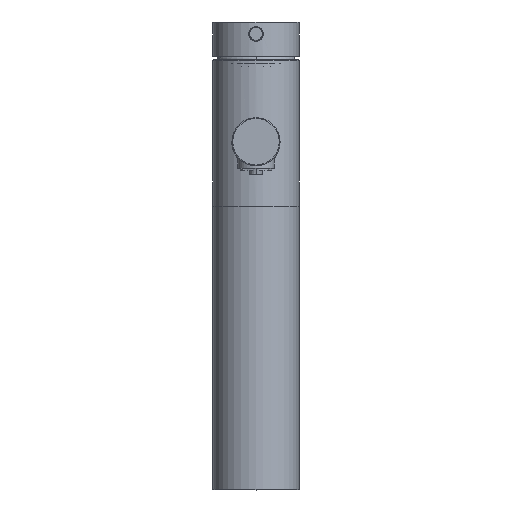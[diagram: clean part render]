
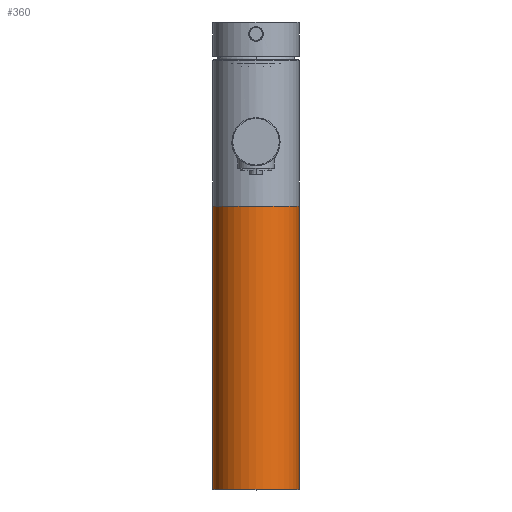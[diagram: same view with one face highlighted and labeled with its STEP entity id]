
A CAD part, top view. The second image highlights one B-rep face of the part: STEP entity #360.
In plain terms, the highlighted cylindrical face has radius 25 mm (diameter 50 mm), a partial arc.
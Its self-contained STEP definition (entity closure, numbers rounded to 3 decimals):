
#360=ADVANCED_FACE('',(#1002),#1003,.T.);
#1002=FACE_OUTER_BOUND('',#2248,.T.);
#1003=CYLINDRICAL_SURFACE('',#2249,25.0);
#2248=EDGE_LOOP('',(#4473,#4474,#4475,#4476));
#2249=AXIS2_PLACEMENT_3D('',#4477,#4478,#4479);
#4473=ORIENTED_EDGE('',*,*,#8777,.T.);
#4474=ORIENTED_EDGE('',*,*,#8773,.F.);
#4475=ORIENTED_EDGE('',*,*,#8776,.F.);
#4476=ORIENTED_EDGE('',*,*,#8788,.F.);
#4477=CARTESIAN_POINT('',(0.0,0.0,0.0));
#4478=DIRECTION('',(0.0,-1.0,0.0));
#4479=DIRECTION('',(1.0,0.0,0.0));
#8773=EDGE_CURVE('',#10213,#10214,#10215,.T.);
#8776=EDGE_CURVE('',#10218,#10213,#10219,.T.);
#8777=EDGE_CURVE('',#10220,#10214,#10221,.T.);
#8788=EDGE_CURVE('',#10220,#10218,#10236,.T.);
#10213=VERTEX_POINT('',#12479);
#10214=VERTEX_POINT('',#12480);
#10215=CIRCLE('',#12481,25.0);
#10218=VERTEX_POINT('',#12484);
#10219=LINE('',#12485,#12486);
#10220=VERTEX_POINT('',#12487);
#10221=LINE('',#12488,#12489);
#10236=CIRCLE('',#12562,25.0);
#12479=CARTESIAN_POINT('',(-25.0,165.0,0.0));
#12480=CARTESIAN_POINT('',(25.0,165.0,0.0));
#12481=AXIS2_PLACEMENT_3D('',#16677,#16678,#16679);
#12484=CARTESIAN_POINT('',(-25.0,0.3,0.0));
#12485=CARTESIAN_POINT('',(-25.0,0.3,0.));
#12486=VECTOR('',#16686,164.7);
#12487=CARTESIAN_POINT('',(25.0,0.3,0.0));
#12488=CARTESIAN_POINT('',(25.0,0.3,0.));
#12489=VECTOR('',#16687,164.7);
#12562=AXIS2_PLACEMENT_3D('',#16702,#16703,#16704);
#16677=CARTESIAN_POINT('',(0.0,165.0,0.0));
#16678=DIRECTION('',(0.0,1.0,0.0));
#16679=DIRECTION('',(-1.0,0.0,0.0));
#16686=DIRECTION('',(0.0,1.0,0.));
#16687=DIRECTION('',(0.0,1.0,0.));
#16702=CARTESIAN_POINT('',(0.0,0.3,0.0));
#16703=DIRECTION('',(0.0,-1.0,0.0));
#16704=DIRECTION('',(1.0,0.0,0.0));
